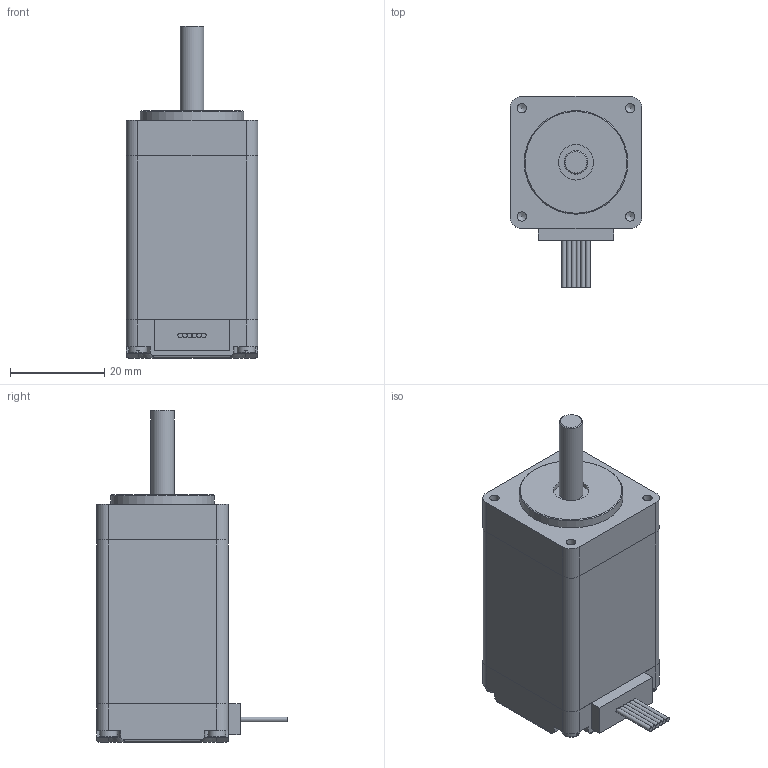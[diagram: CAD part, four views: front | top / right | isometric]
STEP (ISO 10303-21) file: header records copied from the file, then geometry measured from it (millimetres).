
FILE_DESCRIPTION(/* description */ (''),/* implementation_level */ '2;1');
FILE_NAME(/* name */ 'ST2818L1006-A.stp',/* time_stamp */ '2017-02-16T10:01:27+01:00',/* author */ ('schneid_cad'),/* organization */ (''),/* preprocessor_version */ 'ST-DEVELOPER v16.5',/* originating_system */ 'Autodesk Inventor 2017',/* authorisation */ '');
FILE_SCHEMA (('AUTOMOTIVE_DESIGN { 1 0 10303 214 3 1 1 }'));
Length unit declared in the file: millimetre
Products named in the file (1): ST2818L1006-A
Bounding box: 28 x 40.5 x 70.5 mm (x, y, z)
Volume: 40393.9 mm3; surface area: 11361.1 mm2
Topology: 8 solids, 11 shells, 160 faces, 365 edges, 230 vertices
Faces by surface type: plane 88, cylinder 54, cone 10, torus 8
Full cylindrical faces by diameter (mm): 1 x7, 2.013 x4, 2.2 x4, 3.8 x4, 5 x3, 7.5 x1, 22 x1
Entity records: 4433 total; most frequent: DIRECTION 795, CARTESIAN_POINT 694, ORIENTED_EDGE 652, EDGE_CURVE 321, AXIS2_PLACEMENT_3D 313, VERTEX_POINT 212, EDGE_LOOP 201, LINE 169
